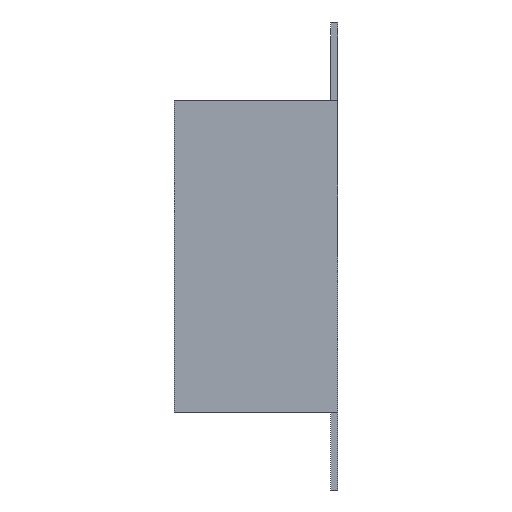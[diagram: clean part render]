
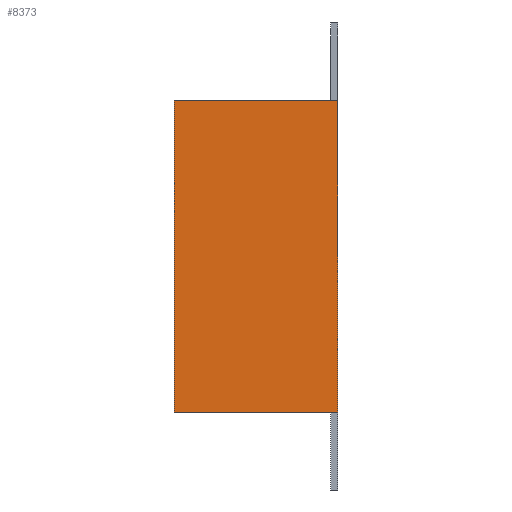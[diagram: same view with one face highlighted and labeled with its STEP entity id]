
A CAD part, left-side view. The second image highlights one B-rep face of the part: STEP entity #8373.
In plain terms, the highlighted planar face has unit normal (-1, 0, 0).
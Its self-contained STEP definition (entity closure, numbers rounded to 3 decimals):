
#1515 = CARTESIAN_POINT ( 'NONE',  ( -1., 0., -2. ) ) ;
#1687 = CARTESIAN_POINT ( 'NONE',  ( -1., 2.1, 2. ) ) ;
#1805 = CARTESIAN_POINT ( 'NONE',  ( -1., 2.1, -2. ) ) ;
#1815 = LINE ( 'NONE', #10293, #9726 ) ;
#1906 = DIRECTION ( 'NONE',  ( 0., 0., -1. ) ) ;
#2088 = FACE_OUTER_BOUND ( 'NONE', #5402, .T. ) ;
#2551 = DIRECTION ( 'NONE',  ( 0., 0., 1. ) ) ;
#3463 = CARTESIAN_POINT ( 'NONE',  ( -1., 2.1, 2. ) ) ;
#3854 = VERTEX_POINT ( 'NONE', #9230 ) ;
#4046 = EDGE_CURVE ( 'NONE', #14567, #3854, #8309, .T. ) ;
#4093 = DIRECTION ( 'NONE',  ( 1., 0., 0. ) ) ;
#4787 = VECTOR ( 'NONE', #2551, 1000. ) ;
#4912 = EDGE_CURVE ( 'NONE', #8770, #14567, #1815, .T. ) ;
#5402 = EDGE_LOOP ( 'NONE', ( #12623, #7725, #13870, #8329 ) ) ;
#7042 = VERTEX_POINT ( 'NONE', #1515 ) ;
#7342 = DIRECTION ( 'NONE',  ( 0., -1., 0. ) ) ;
#7725 = ORIENTED_EDGE ( 'NONE', *, *, #4046, .F. ) ;
#7775 = EDGE_CURVE ( 'NONE', #8770, #7042, #10919, .T. ) ;
#7827 = DIRECTION ( 'NONE',  ( 0., 0., 1. ) ) ;
#7857 = VECTOR ( 'NONE', #8094, 1000. ) ;
#8094 = DIRECTION ( 'NONE',  ( 0., -1., 0. ) ) ;
#8309 = LINE ( 'NONE', #1687, #13509 ) ;
#8329 = ORIENTED_EDGE ( 'NONE', *, *, #7775, .T. ) ;
#8373 = ADVANCED_FACE ( 'NONE', ( #2088 ), #10988, .F. ) ;
#8770 = VERTEX_POINT ( 'NONE', #11218 ) ;
#9104 = CARTESIAN_POINT ( 'NONE',  ( -1., 2.1, -2. ) ) ;
#9230 = CARTESIAN_POINT ( 'NONE',  ( -1., 0., 2. ) ) ;
#9726 = VECTOR ( 'NONE', #7827, 1000. ) ;
#10013 = EDGE_CURVE ( 'NONE', #7042, #3854, #12326, .T. ) ;
#10293 = CARTESIAN_POINT ( 'NONE',  ( -1., 2.1, -2. ) ) ;
#10919 = LINE ( 'NONE', #9104, #7857 ) ;
#10988 = PLANE ( 'NONE',  #11765 ) ;
#11218 = CARTESIAN_POINT ( 'NONE',  ( -1., 2.1, -2. ) ) ;
#11765 = AXIS2_PLACEMENT_3D ( 'NONE', #1805, #4093, #1906 ) ;
#12326 = LINE ( 'NONE', #12748, #4787 ) ;
#12623 = ORIENTED_EDGE ( 'NONE', *, *, #10013, .T. ) ;
#12748 = CARTESIAN_POINT ( 'NONE',  ( -1., 0., -2. ) ) ;
#13509 = VECTOR ( 'NONE', #7342, 1000. ) ;
#13870 = ORIENTED_EDGE ( 'NONE', *, *, #4912, .F. ) ;
#14567 = VERTEX_POINT ( 'NONE', #3463 ) ;
